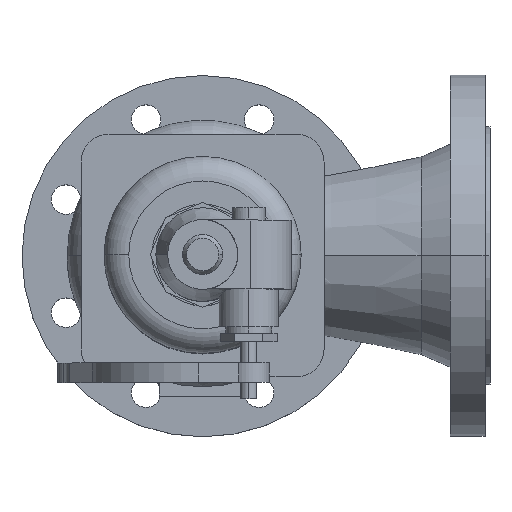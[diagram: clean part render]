
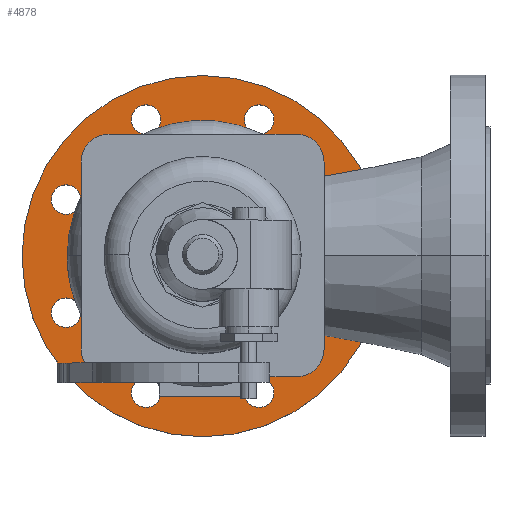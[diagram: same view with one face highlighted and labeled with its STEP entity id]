
A CAD part, top view. The second image highlights one B-rep face of the part: STEP entity #4878.
In plain terms, the highlighted planar face has unit normal (0, 0, 1).
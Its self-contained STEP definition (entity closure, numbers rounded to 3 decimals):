
#1791=CARTESIAN_POINT('',(-110.,0.,24.3));
#1792=VERTEX_POINT('',#1791);
#1793=CARTESIAN_POINT('',(110.,-0.,24.3));
#1794=VERTEX_POINT('',#1793);
#1795=CARTESIAN_POINT('',(0.,-0.,24.3));
#1796=DIRECTION('',(-0.,0.,-1.));
#1797=DIRECTION('',(-1.,0.,0.));
#1798=AXIS2_PLACEMENT_3D('',#1795,#1796,#1797);
#1799=CIRCLE('',#1798,110.);
#1800=EDGE_CURVE('',#1792,#1794,#1799,.T.);
#1833=CARTESIAN_POINT('',(68.,0.,24.3));
#1834=VERTEX_POINT('',#1833);
#1835=CARTESIAN_POINT('',(-68.,-0.,24.3));
#1836=VERTEX_POINT('',#1835);
#1837=CARTESIAN_POINT('',(0.,-0.,24.3));
#1838=DIRECTION('',(0.,0.,-1.));
#1839=DIRECTION('',(-1.,0.,0.));
#1840=AXIS2_PLACEMENT_3D('',#1837,#1838,#1839);
#1841=CIRCLE('',#1840,68.);
#1842=EDGE_CURVE('',#1834,#1836,#1841,.T.);
#3470=CARTESIAN_POINT('',(74.149,34.442,24.3));
#3471=VERTEX_POINT('',#3470);
#3472=CARTESIAN_POINT('',(92.149,34.442,24.3));
#3473=VERTEX_POINT('',#3472);
#3474=CARTESIAN_POINT('',(83.149,34.442,24.3));
#3475=DIRECTION('',(0.,0.,-1.));
#3476=DIRECTION('',(1.,0.,0.));
#3477=AXIS2_PLACEMENT_3D('',#3474,#3475,#3476);
#3478=CIRCLE('',#3477,9.);
#3479=EDGE_CURVE('',#3471,#3473,#3478,.T.);
#3512=CARTESIAN_POINT('',(74.149,-34.442,24.3));
#3513=VERTEX_POINT('',#3512);
#3514=CARTESIAN_POINT('',(92.149,-34.442,24.3));
#3515=VERTEX_POINT('',#3514);
#3516=CARTESIAN_POINT('',(83.149,-34.442,24.3));
#3517=DIRECTION('',(0.,0.,-1.));
#3518=DIRECTION('',(1.,0.,0.));
#3519=AXIS2_PLACEMENT_3D('',#3516,#3517,#3518);
#3520=CIRCLE('',#3519,9.);
#3521=EDGE_CURVE('',#3513,#3515,#3520,.T.);
#3554=CARTESIAN_POINT('',(25.442,-83.149,24.3));
#3555=VERTEX_POINT('',#3554);
#3556=CARTESIAN_POINT('',(43.442,-83.149,24.3));
#3557=VERTEX_POINT('',#3556);
#3558=CARTESIAN_POINT('',(34.442,-83.149,24.3));
#3559=DIRECTION('',(0.,0.,-1.));
#3560=DIRECTION('',(1.,0.,0.));
#3561=AXIS2_PLACEMENT_3D('',#3558,#3559,#3560);
#3562=CIRCLE('',#3561,9.);
#3563=EDGE_CURVE('',#3555,#3557,#3562,.T.);
#3596=CARTESIAN_POINT('',(-43.442,-83.149,24.3));
#3597=VERTEX_POINT('',#3596);
#3598=CARTESIAN_POINT('',(-25.442,-83.149,24.3));
#3599=VERTEX_POINT('',#3598);
#3600=CARTESIAN_POINT('',(-34.442,-83.149,24.3));
#3601=DIRECTION('',(0.,0.,-1.));
#3602=DIRECTION('',(1.,0.,0.));
#3603=AXIS2_PLACEMENT_3D('',#3600,#3601,#3602);
#3604=CIRCLE('',#3603,9.);
#3605=EDGE_CURVE('',#3597,#3599,#3604,.T.);
#3638=CARTESIAN_POINT('',(-92.149,-34.442,24.3));
#3639=VERTEX_POINT('',#3638);
#3640=CARTESIAN_POINT('',(-74.149,-34.442,24.3));
#3641=VERTEX_POINT('',#3640);
#3642=CARTESIAN_POINT('',(-83.149,-34.442,24.3));
#3643=DIRECTION('',(0.,0.,-1.));
#3644=DIRECTION('',(1.,0.,0.));
#3645=AXIS2_PLACEMENT_3D('',#3642,#3643,#3644);
#3646=CIRCLE('',#3645,9.);
#3647=EDGE_CURVE('',#3639,#3641,#3646,.T.);
#3691=CARTESIAN_POINT('',(-74.149,34.442,24.3));
#3692=VERTEX_POINT('',#3691);
#3699=CARTESIAN_POINT('',(-92.149,34.442,24.3));
#3700=VERTEX_POINT('',#3699);
#3701=CARTESIAN_POINT('',(-83.149,34.442,24.3));
#3702=DIRECTION('',(0.,0.,-1.));
#3703=DIRECTION('',(1.,0.,0.));
#3704=AXIS2_PLACEMENT_3D('',#3701,#3702,#3703);
#3705=CIRCLE('',#3704,9.);
#3706=EDGE_CURVE('',#3700,#3692,#3705,.T.);
#3722=CARTESIAN_POINT('',(-43.442,83.149,24.3));
#3723=VERTEX_POINT('',#3722);
#3724=CARTESIAN_POINT('',(-25.442,83.149,24.3));
#3725=VERTEX_POINT('',#3724);
#3726=CARTESIAN_POINT('',(-34.442,83.149,24.3));
#3727=DIRECTION('',(0.,0.,-1.));
#3728=DIRECTION('',(1.,0.,0.));
#3729=AXIS2_PLACEMENT_3D('',#3726,#3727,#3728);
#3730=CIRCLE('',#3729,9.);
#3731=EDGE_CURVE('',#3723,#3725,#3730,.T.);
#3775=CARTESIAN_POINT('',(25.442,83.149,24.3));
#3776=VERTEX_POINT('',#3775);
#3783=CARTESIAN_POINT('',(43.442,83.149,24.3));
#3784=VERTEX_POINT('',#3783);
#3785=CARTESIAN_POINT('',(34.442,83.149,24.3));
#3786=DIRECTION('',(0.,0.,-1.));
#3787=DIRECTION('',(1.,0.,0.));
#3788=AXIS2_PLACEMENT_3D('',#3785,#3786,#3787);
#3789=CIRCLE('',#3788,9.);
#3790=EDGE_CURVE('',#3784,#3776,#3789,.T.);
#4773=CARTESIAN_POINT('',(-89.,0.,24.3));
#4774=DIRECTION('',(0.,-0.,1.));
#4775=DIRECTION('',(1.,-0.,-0.));
#4776=AXIS2_PLACEMENT_3D('',#4773,#4774,#4775);
#4777=PLANE('',#4776);
#4778=ORIENTED_EDGE('',*,*,#3790,.T.);
#4779=CARTESIAN_POINT('',(34.442,83.149,24.3));
#4780=DIRECTION('',(0.,0.,-1.));
#4781=DIRECTION('',(1.,0.,0.));
#4782=AXIS2_PLACEMENT_3D('',#4779,#4780,#4781);
#4783=CIRCLE('',#4782,9.);
#4784=EDGE_CURVE('',#3776,#3784,#4783,.T.);
#4785=ORIENTED_EDGE('',*,*,#4784,.T.);
#4786=EDGE_LOOP('',(#4778,#4785));
#4787=FACE_BOUND('',#4786,.T.);
#4788=ORIENTED_EDGE('',*,*,#3731,.T.);
#4789=CARTESIAN_POINT('',(-34.442,83.149,24.3));
#4790=DIRECTION('',(0.,0.,-1.));
#4791=DIRECTION('',(1.,0.,0.));
#4792=AXIS2_PLACEMENT_3D('',#4789,#4790,#4791);
#4793=CIRCLE('',#4792,9.);
#4794=EDGE_CURVE('',#3725,#3723,#4793,.T.);
#4795=ORIENTED_EDGE('',*,*,#4794,.T.);
#4796=EDGE_LOOP('',(#4788,#4795));
#4797=FACE_BOUND('',#4796,.T.);
#4798=CARTESIAN_POINT('',(-83.149,34.442,24.3));
#4799=DIRECTION('',(0.,0.,-1.));
#4800=DIRECTION('',(1.,0.,0.));
#4801=AXIS2_PLACEMENT_3D('',#4798,#4799,#4800);
#4802=CIRCLE('',#4801,9.);
#4803=EDGE_CURVE('',#3692,#3700,#4802,.T.);
#4804=ORIENTED_EDGE('',*,*,#4803,.T.);
#4805=ORIENTED_EDGE('',*,*,#3706,.T.);
#4806=EDGE_LOOP('',(#4804,#4805));
#4807=FACE_BOUND('',#4806,.T.);
#4808=ORIENTED_EDGE('',*,*,#3647,.T.);
#4809=CARTESIAN_POINT('',(-83.149,-34.442,24.3));
#4810=DIRECTION('',(0.,0.,-1.));
#4811=DIRECTION('',(1.,0.,0.));
#4812=AXIS2_PLACEMENT_3D('',#4809,#4810,#4811);
#4813=CIRCLE('',#4812,9.);
#4814=EDGE_CURVE('',#3641,#3639,#4813,.T.);
#4815=ORIENTED_EDGE('',*,*,#4814,.T.);
#4816=EDGE_LOOP('',(#4808,#4815));
#4817=FACE_BOUND('',#4816,.T.);
#4818=ORIENTED_EDGE('',*,*,#3605,.T.);
#4819=CARTESIAN_POINT('',(-34.442,-83.149,24.3));
#4820=DIRECTION('',(0.,0.,-1.));
#4821=DIRECTION('',(1.,0.,0.));
#4822=AXIS2_PLACEMENT_3D('',#4819,#4820,#4821);
#4823=CIRCLE('',#4822,9.);
#4824=EDGE_CURVE('',#3599,#3597,#4823,.T.);
#4825=ORIENTED_EDGE('',*,*,#4824,.T.);
#4826=EDGE_LOOP('',(#4818,#4825));
#4827=FACE_BOUND('',#4826,.T.);
#4828=ORIENTED_EDGE('',*,*,#3563,.T.);
#4829=CARTESIAN_POINT('',(34.442,-83.149,24.3));
#4830=DIRECTION('',(0.,0.,-1.));
#4831=DIRECTION('',(1.,0.,0.));
#4832=AXIS2_PLACEMENT_3D('',#4829,#4830,#4831);
#4833=CIRCLE('',#4832,9.);
#4834=EDGE_CURVE('',#3557,#3555,#4833,.T.);
#4835=ORIENTED_EDGE('',*,*,#4834,.T.);
#4836=EDGE_LOOP('',(#4828,#4835));
#4837=FACE_BOUND('',#4836,.T.);
#4838=ORIENTED_EDGE('',*,*,#3521,.T.);
#4839=CARTESIAN_POINT('',(83.149,-34.442,24.3));
#4840=DIRECTION('',(0.,0.,-1.));
#4841=DIRECTION('',(1.,0.,0.));
#4842=AXIS2_PLACEMENT_3D('',#4839,#4840,#4841);
#4843=CIRCLE('',#4842,9.);
#4844=EDGE_CURVE('',#3515,#3513,#4843,.T.);
#4845=ORIENTED_EDGE('',*,*,#4844,.T.);
#4846=EDGE_LOOP('',(#4838,#4845));
#4847=FACE_BOUND('',#4846,.T.);
#4848=ORIENTED_EDGE('',*,*,#3479,.T.);
#4849=CARTESIAN_POINT('',(83.149,34.442,24.3));
#4850=DIRECTION('',(0.,0.,-1.));
#4851=DIRECTION('',(1.,0.,0.));
#4852=AXIS2_PLACEMENT_3D('',#4849,#4850,#4851);
#4853=CIRCLE('',#4852,9.);
#4854=EDGE_CURVE('',#3473,#3471,#4853,.T.);
#4855=ORIENTED_EDGE('',*,*,#4854,.T.);
#4856=EDGE_LOOP('',(#4848,#4855));
#4857=FACE_BOUND('',#4856,.T.);
#4858=ORIENTED_EDGE('',*,*,#1842,.T.);
#4859=CARTESIAN_POINT('',(0.,-0.,24.3));
#4860=DIRECTION('',(0.,0.,-1.));
#4861=DIRECTION('',(-1.,0.,0.));
#4862=AXIS2_PLACEMENT_3D('',#4859,#4860,#4861);
#4863=CIRCLE('',#4862,68.);
#4864=EDGE_CURVE('',#1836,#1834,#4863,.T.);
#4865=ORIENTED_EDGE('',*,*,#4864,.T.);
#4866=EDGE_LOOP('',(#4858,#4865));
#4867=FACE_BOUND('',#4866,.T.);
#4868=ORIENTED_EDGE('',*,*,#1800,.F.);
#4869=CARTESIAN_POINT('',(0.,-0.,24.3));
#4870=DIRECTION('',(-0.,0.,-1.));
#4871=DIRECTION('',(-1.,0.,0.));
#4872=AXIS2_PLACEMENT_3D('',#4869,#4870,#4871);
#4873=CIRCLE('',#4872,110.);
#4874=EDGE_CURVE('',#1794,#1792,#4873,.T.);
#4875=ORIENTED_EDGE('',*,*,#4874,.F.);
#4876=EDGE_LOOP('',(#4868,#4875));
#4877=FACE_BOUND('',#4876,.T.);
#4878=ADVANCED_FACE('',(#4787,#4797,#4807,#4817,#4827,#4837,#4847,#4857,#4867,#4877),#4777,.T.);
